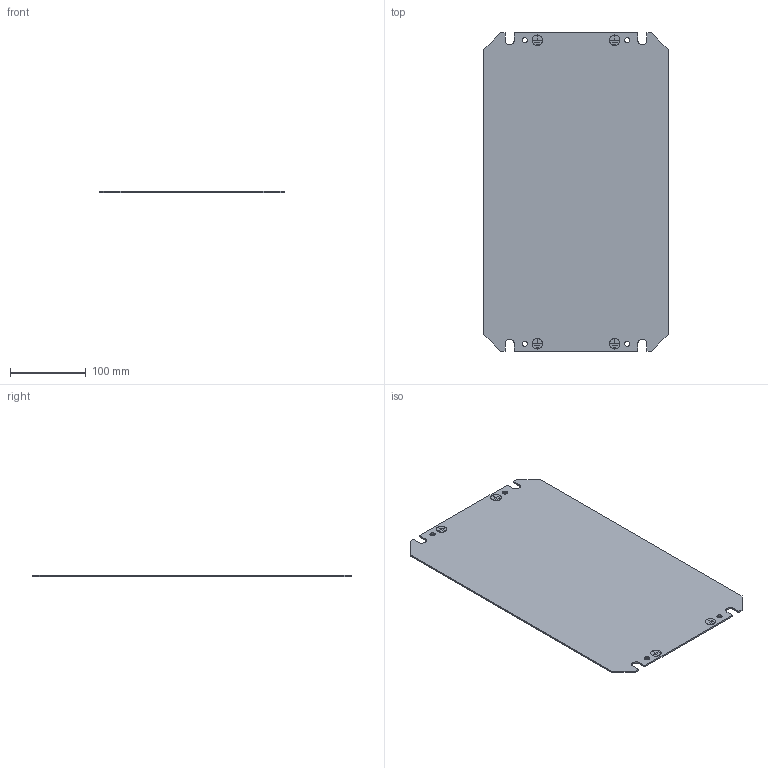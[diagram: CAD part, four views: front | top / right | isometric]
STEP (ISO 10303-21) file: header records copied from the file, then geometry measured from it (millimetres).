
FILE_DESCRIPTION (( 'STEP AP214' ), '1' );
FILE_NAME ('0331-3045-00-13.step', '2022-06-08T11:56:19', ( '' ), ( '' ), 'SwSTEP 2.0', 'SolidWorks 2019', '' );
FILE_SCHEMA (( 'AUTOMOTIVE_DESIGN' ));
Length unit declared in the file: millimetre
Products named in the file (1): 0331-3045-00-13
Bounding box: 243 x 420 x 2 mm (x, y, z)
Volume: 200425.8 mm3; surface area: 204473.8 mm2
Topology: 1 solids, 1 shells, 142 faces, 432 edges, 288 vertices
Faces by surface type: plane 114, cylinder 28
Entity records: 4954 total; most frequent: ORIENTED_EDGE 864, CARTESIAN_POINT 863, DIRECTION 806, EDGE_CURVE 432, LINE 344, VECTOR 344, VERTEX_POINT 288, AXIS2_PLACEMENT_3D 231
